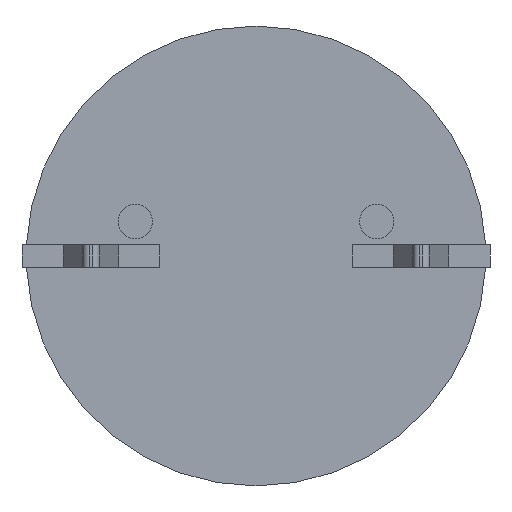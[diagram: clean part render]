
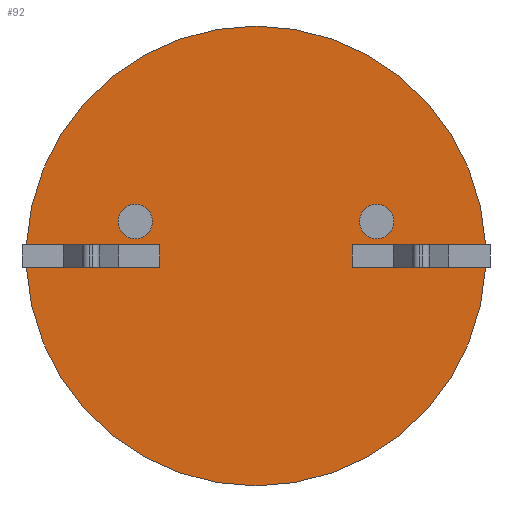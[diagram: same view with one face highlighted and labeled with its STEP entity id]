
A CAD part, front view. The second image highlights one B-rep face of the part: STEP entity #92.
In plain terms, the highlighted planar face has unit normal (0, -1, 0).
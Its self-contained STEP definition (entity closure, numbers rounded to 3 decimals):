
#26 = VERTEX_POINT ( 'NONE', #163 ) ;
#55 = EDGE_CURVE ( 'NONE', #159, #923, #129, .T. ) ;
#67 = CIRCLE ( 'NONE', #780, 5. ) ;
#92 = ADVANCED_FACE ( 'NONE', ( #1966, #591, #1480 ), #1033, .F. ) ;
#115 = VERTEX_POINT ( 'NONE', #958 ) ;
#129 = CIRCLE ( 'NONE', #996, 5. ) ;
#130 = LINE ( 'NONE', #1079, #1181 ) ;
#158 = EDGE_LOOP ( 'NONE', ( #1601, #658 ) ) ;
#159 = VERTEX_POINT ( 'NONE', #1159 ) ;
#162 = VERTEX_POINT ( 'NONE', #672 ) ;
#163 = CARTESIAN_POINT ( 'NONE',  ( -3.5, -2.8, -0.25 ) ) ;
#177 = CARTESIAN_POINT ( 'NONE',  ( -4.994, -2.8, -0.25 ) ) ;
#191 = CARTESIAN_POINT ( 'NONE',  ( 3.5, -2.8, 0.25 ) ) ;
#247 = DIRECTION ( 'NONE',  ( 1., 0., 0. ) ) ;
#265 = VERTEX_POINT ( 'NONE', #1297 ) ;
#270 = ORIENTED_EDGE ( 'NONE', *, *, #852, .F. ) ;
#281 = ORIENTED_EDGE ( 'NONE', *, *, #55, .F. ) ;
#330 = VERTEX_POINT ( 'NONE', #1805 ) ;
#343 = CARTESIAN_POINT ( 'NONE',  ( 2.625, -2.8, 1.125 ) ) ;
#360 = AXIS2_PLACEMENT_3D ( 'NONE', #1893, #667, #1749 ) ;
#406 = EDGE_CURVE ( 'NONE', #923, #1015, #1954, .T. ) ;
#417 = DIRECTION ( 'NONE',  ( 0., -1., 0. ) ) ;
#448 = CARTESIAN_POINT ( 'NONE',  ( 3.5, -2.8, -0.25 ) ) ;
#453 = DIRECTION ( 'NONE',  ( -1., 0., 0. ) ) ;
#456 = CIRCLE ( 'NONE', #360, 0.375 ) ;
#462 = EDGE_CURVE ( 'NONE', #649, #1036, #955, .T. ) ;
#463 = CIRCLE ( 'NONE', #1598, 0.375 ) ;
#469 = DIRECTION ( 'NONE',  ( 0., 0., 1. ) ) ;
#472 = CARTESIAN_POINT ( 'NONE',  ( -4.994, -2.8, 0.25 ) ) ;
#479 = CARTESIAN_POINT ( 'NONE',  ( 0., -2.8, 0. ) ) ;
#569 = DIRECTION ( 'NONE',  ( 0., 1., 0. ) ) ;
#570 = VECTOR ( 'NONE', #582, 1000. ) ;
#582 = DIRECTION ( 'NONE',  ( 0., 0., -1. ) ) ;
#591 = FACE_BOUND ( 'NONE', #1957, .T. ) ;
#624 = DIRECTION ( 'NONE',  ( 0., 1., 0. ) ) ;
#649 = VERTEX_POINT ( 'NONE', #1177 ) ;
#658 = ORIENTED_EDGE ( 'NONE', *, *, #971, .F. ) ;
#667 = DIRECTION ( 'NONE',  ( 0., -1., 0. ) ) ;
#672 = CARTESIAN_POINT ( 'NONE',  ( 2.625, -2.8, 0.375 ) ) ;
#674 = CARTESIAN_POINT ( 'NONE',  ( -2.625, -2.8, 0.375 ) ) ;
#716 = EDGE_CURVE ( 'NONE', #115, #649, #1373, .T. ) ;
#732 = DIRECTION ( 'NONE',  ( 0., -1., 0. ) ) ;
#758 = DIRECTION ( 'NONE',  ( 0., 0., 1. ) ) ;
#771 = ORIENTED_EDGE ( 'NONE', *, *, #462, .T. ) ;
#780 = AXIS2_PLACEMENT_3D ( 'NONE', #1757, #569, #1752 ) ;
#790 = DIRECTION ( 'NONE',  ( 0., 0., 1. ) ) ;
#808 = VECTOR ( 'NONE', #1433, 1000. ) ;
#815 = CIRCLE ( 'NONE', #1928, 0.375 ) ;
#834 = AXIS2_PLACEMENT_3D ( 'NONE', #1967, #732, #1840 ) ;
#852 = EDGE_CURVE ( 'NONE', #952, #1036, #67, .T. ) ;
#885 = VECTOR ( 'NONE', #247, 1000. ) ;
#903 = DIRECTION ( 'NONE',  ( 0., 0., 1. ) ) ;
#905 = CARTESIAN_POINT ( 'NONE',  ( -3.5, -2.8, -0.25 ) ) ;
#922 = EDGE_CURVE ( 'NONE', #330, #26, #1404, .T. ) ;
#923 = VERTEX_POINT ( 'NONE', #1502 ) ;
#933 = ORIENTED_EDGE ( 'NONE', *, *, #1577, .F. ) ;
#940 = CARTESIAN_POINT ( 'NONE',  ( 4.994, -2.8, 0.25 ) ) ;
#952 = VERTEX_POINT ( 'NONE', #472 ) ;
#955 = LINE ( 'NONE', #191, #808 ) ;
#958 = CARTESIAN_POINT ( 'NONE',  ( 3.5, -2.8, -0.25 ) ) ;
#971 = EDGE_CURVE ( 'NONE', #162, #1914, #1228, .T. ) ;
#996 = AXIS2_PLACEMENT_3D ( 'NONE', #1399, #624, #469 ) ;
#1015 = VERTEX_POINT ( 'NONE', #177 ) ;
#1025 = ORIENTED_EDGE ( 'NONE', *, *, #1724, .T. ) ;
#1031 = DIRECTION ( 'NONE',  ( 0., 0., 1. ) ) ;
#1033 = PLANE ( 'NONE',  #1792 ) ;
#1036 = VERTEX_POINT ( 'NONE', #940 ) ;
#1056 = DIRECTION ( 'NONE',  ( 0., 0., 1. ) ) ;
#1060 = CARTESIAN_POINT ( 'NONE',  ( -2.625, -2.8, 0.75 ) ) ;
#1079 = CARTESIAN_POINT ( 'NONE',  ( 0., -2.8, -0.25 ) ) ;
#1112 = ORIENTED_EDGE ( 'NONE', *, *, #716, .T. ) ;
#1123 = ORIENTED_EDGE ( 'NONE', *, *, #1777, .T. ) ;
#1159 = CARTESIAN_POINT ( 'NONE',  ( 4.994, -2.8, -0.25 ) ) ;
#1177 = CARTESIAN_POINT ( 'NONE',  ( 3.5, -2.8, 0.25 ) ) ;
#1181 = VECTOR ( 'NONE', #1965, 1000. ) ;
#1215 = DIRECTION ( 'NONE',  ( 0., 1., 0. ) ) ;
#1218 = ORIENTED_EDGE ( 'NONE', *, *, #1222, .F. ) ;
#1222 = EDGE_CURVE ( 'NONE', #1506, #265, #815, .T. ) ;
#1228 = CIRCLE ( 'NONE', #834, 0.375 ) ;
#1258 = EDGE_LOOP ( 'NONE', ( #281, #1123, #1112, #771, #270, #1025, #1944, #1483, #1446 ) ) ;
#1297 = CARTESIAN_POINT ( 'NONE',  ( -2.625, -2.8, 1.125 ) ) ;
#1300 = AXIS2_PLACEMENT_3D ( 'NONE', #479, #1725, #790 ) ;
#1318 = CARTESIAN_POINT ( 'NONE',  ( 2.625, -2.8, 0.75 ) ) ;
#1373 = LINE ( 'NONE', #448, #1559 ) ;
#1399 = CARTESIAN_POINT ( 'NONE',  ( 0., -2.8, 0. ) ) ;
#1401 = DIRECTION ( 'NONE',  ( 0., -1., 0. ) ) ;
#1404 = LINE ( 'NONE', #1675, #570 ) ;
#1410 = LINE ( 'NONE', #905, #1649 ) ;
#1433 = DIRECTION ( 'NONE',  ( 1., 0., 0. ) ) ;
#1446 = ORIENTED_EDGE ( 'NONE', *, *, #406, .F. ) ;
#1480 = FACE_OUTER_BOUND ( 'NONE', #1258, .T. ) ;
#1483 = ORIENTED_EDGE ( 'NONE', *, *, #1797, .T. ) ;
#1492 = CARTESIAN_POINT ( 'NONE',  ( 0., -2.8, 0. ) ) ;
#1502 = CARTESIAN_POINT ( 'NONE',  ( 0., -2.8, -5. ) ) ;
#1506 = VERTEX_POINT ( 'NONE', #674 ) ;
#1559 = VECTOR ( 'NONE', #1056, 1000. ) ;
#1577 = EDGE_CURVE ( 'NONE', #265, #1506, #456, .T. ) ;
#1598 = AXIS2_PLACEMENT_3D ( 'NONE', #1318, #417, #1031 ) ;
#1601 = ORIENTED_EDGE ( 'NONE', *, *, #1687, .F. ) ;
#1623 = CARTESIAN_POINT ( 'NONE',  ( 0., -2.8, 0.25 ) ) ;
#1649 = VECTOR ( 'NONE', #453, 1000. ) ;
#1675 = CARTESIAN_POINT ( 'NONE',  ( -3.5, -2.8, -0.25 ) ) ;
#1687 = EDGE_CURVE ( 'NONE', #1914, #162, #463, .T. ) ;
#1724 = EDGE_CURVE ( 'NONE', #952, #330, #1762, .T. ) ;
#1725 = DIRECTION ( 'NONE',  ( 0., 1., 0. ) ) ;
#1749 = DIRECTION ( 'NONE',  ( 0., 0., 1. ) ) ;
#1752 = DIRECTION ( 'NONE',  ( 0., 0., 1. ) ) ;
#1757 = CARTESIAN_POINT ( 'NONE',  ( 0., -2.8, 0. ) ) ;
#1762 = LINE ( 'NONE', #1623, #885 ) ;
#1777 = EDGE_CURVE ( 'NONE', #159, #115, #130, .T. ) ;
#1792 = AXIS2_PLACEMENT_3D ( 'NONE', #1492, #1215, #758 ) ;
#1797 = EDGE_CURVE ( 'NONE', #26, #1015, #1410, .T. ) ;
#1805 = CARTESIAN_POINT ( 'NONE',  ( -3.5, -2.8, 0.25 ) ) ;
#1840 = DIRECTION ( 'NONE',  ( 0., 0., 1. ) ) ;
#1893 = CARTESIAN_POINT ( 'NONE',  ( -2.625, -2.8, 0.75 ) ) ;
#1914 = VERTEX_POINT ( 'NONE', #343 ) ;
#1928 = AXIS2_PLACEMENT_3D ( 'NONE', #1060, #1401, #903 ) ;
#1944 = ORIENTED_EDGE ( 'NONE', *, *, #922, .T. ) ;
#1954 = CIRCLE ( 'NONE', #1300, 5. ) ;
#1957 = EDGE_LOOP ( 'NONE', ( #933, #1218 ) ) ;
#1965 = DIRECTION ( 'NONE',  ( -1., 0., 0. ) ) ;
#1966 = FACE_BOUND ( 'NONE', #158, .T. ) ;
#1967 = CARTESIAN_POINT ( 'NONE',  ( 2.625, -2.8, 0.75 ) ) ;
